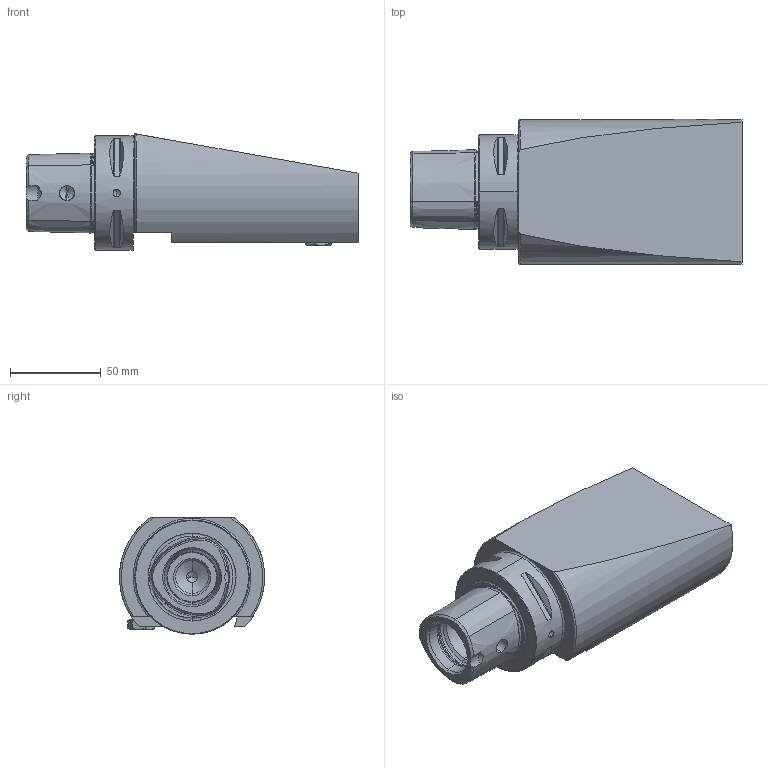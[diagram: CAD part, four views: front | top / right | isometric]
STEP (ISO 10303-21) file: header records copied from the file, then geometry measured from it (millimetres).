
FILE_DESCRIPTION (( 'STEP AP214' ), '1' );
FILE_NAME ('PS6.AM3.K11.145.STEP', '2020-09-11T08:32:10', ( '' ), ( '' ), 'SwSTEP 2.0', 'SolidWorks 2017', '' );
FILE_SCHEMA (( 'AUTOMOTIVE_DESIGN' ));
Length unit declared in the file: millimetre
Products named in the file (6): KVT_MB_600_060; PS6.AM3.K11.145; ISO 4762 - M6 x 16_PreviewCfg; PS6-AM3.K11.145_B; AM3-ER1.001.020_PreviewCfg; ISO 4035 - M8_PreviewCfg
Assembly tree (7 placements, depth 2):
  PS6.AM3.K11.145
    PS6-AM3.K11.145_B
    ISO 4762 - M6 x 16_PreviewCfg  x3
    AM3-ER1.001.020_PreviewCfg
    ISO 4035 - M8_PreviewCfg
    KVT_MB_600_060
Bounding box: 183 x 79.96 x 64.19 mm (x, y, z)
Volume: 479261.9 mm3; surface area: 63646.2 mm2
Topology: 8 solids, 8 shells, 390 faces, 932 edges, 550 vertices
Faces by surface type: cone 127, plane 122, cylinder 94, torus 45, sphere 2
Entity records: 11028 total; most frequent: CARTESIAN_POINT 2886, DIRECTION 1664, ORIENTED_EDGE 1582, EDGE_CURVE 791, AXIS2_PLACEMENT_3D 667, VERTEX_POINT 481, EDGE_LOOP 372, ADVANCED_FACE 336
